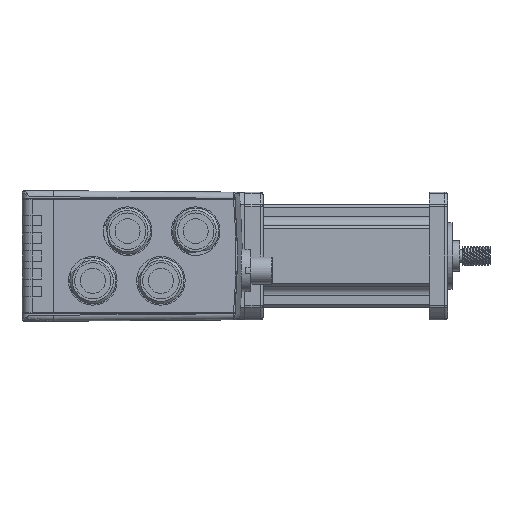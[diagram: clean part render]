
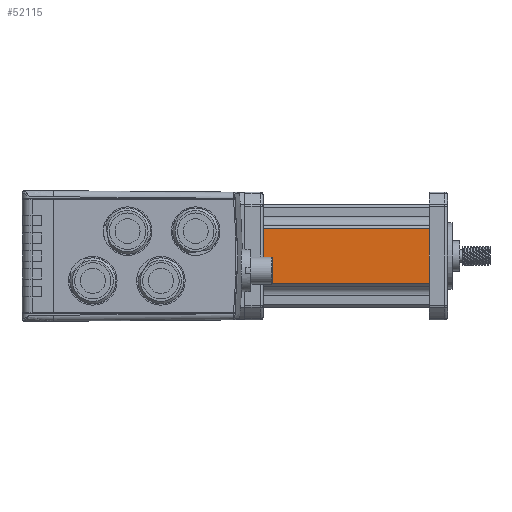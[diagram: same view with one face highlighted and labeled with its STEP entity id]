
A CAD part, left-side view. The second image highlights one B-rep face of the part: STEP entity #52115.
In plain terms, the highlighted face is planar.
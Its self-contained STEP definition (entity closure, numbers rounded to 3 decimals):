
#46558 = PLANE('',#46559);
#46559 = AXIS2_PLACEMENT_3D('',#46560,#46561,#46562);
#46560 = CARTESIAN_POINT('',(-2.697,-76.49,
    0.));
#46561 = DIRECTION('',(0.,1.,0.));
#46562 = DIRECTION('',(0.,0.,1.));
#47563 = EDGE_CURVE('',#47564,#47566,#47568,.T.);
#47564 = VERTEX_POINT('',#47565);
#47565 = CARTESIAN_POINT('',(-11.697,-76.49,
    17.));
#47566 = VERTEX_POINT('',#47567);
#47567 = CARTESIAN_POINT('',(6.303,-76.49,
    17.));
#47568 = SURFACE_CURVE('',#47569,(#47573,#47580),.PCURVE_S1.);
#47569 = LINE('',#47570,#47571);
#47570 = CARTESIAN_POINT('',(-11.697,-76.49,
    17.));
#47571 = VECTOR('',#47572,1.);
#47572 = DIRECTION('',(1.,0.,0.));
#47573 = PCURVE('',#46558,#47574);
#47574 = DEFINITIONAL_REPRESENTATION('',(#47575),#47579);
#47575 = LINE('',#47576,#47577);
#47576 = CARTESIAN_POINT('',(17.,-9.));
#47577 = VECTOR('',#47578,1.);
#47578 = DIRECTION('',(0.,1.));
#47579 = ( GEOMETRIC_REPRESENTATION_CONTEXT(2) 
PARAMETRIC_REPRESENTATION_CONTEXT() REPRESENTATION_CONTEXT('2D SPACE',''
  ) );
#47580 = PCURVE('',#47581,#47586);
#47581 = PLANE('',#47582);
#47582 = AXIS2_PLACEMENT_3D('',#47583,#47584,#47585);
#47583 = CARTESIAN_POINT('',(6.303,-21.69,
    17.));
#47584 = DIRECTION('',(0.,0.,-1.));
#47585 = DIRECTION('',(0.,-1.,0.));
#47586 = DEFINITIONAL_REPRESENTATION('',(#47587),#47591);
#47587 = LINE('',#47588,#47589);
#47588 = CARTESIAN_POINT('',(54.8,18.));
#47589 = VECTOR('',#47590,1.);
#47590 = DIRECTION('',(0.,-1.));
#47591 = ( GEOMETRIC_REPRESENTATION_CONTEXT(2) 
PARAMETRIC_REPRESENTATION_CONTEXT() REPRESENTATION_CONTEXT('2D SPACE',''
  ) );
#47609 = PLANE('',#47610);
#47610 = AXIS2_PLACEMENT_3D('',#47611,#47612,#47613);
#47611 = CARTESIAN_POINT('',(-11.697,-21.69,
    17.));
#47612 = DIRECTION('',(0.707,0.,-0.707
    ));
#47613 = DIRECTION('',(0.,1.,0.));
#49139 = PLANE('',#49140);
#49140 = AXIS2_PLACEMENT_3D('',#49141,#49142,#49143);
#49141 = CARTESIAN_POINT('',(6.303,-21.69,
    17.));
#49142 = DIRECTION('',(-0.707,0.,
    -0.707));
#49143 = DIRECTION('',(0.,-1.,0.));
#49444 = PLANE('',#49445);
#49445 = AXIS2_PLACEMENT_3D('',#49446,#49447,#49448);
#49446 = CARTESIAN_POINT('',(-2.697,-21.69,
    0.));
#49447 = DIRECTION('',(0.,-1.,0.));
#49448 = DIRECTION('',(0.,0.,-1.));
#52071 = VERTEX_POINT('',#52072);
#52072 = CARTESIAN_POINT('',(6.303,-21.69,
    17.));
#52093 = EDGE_CURVE('',#52071,#47566,#52094,.T.);
#52094 = SURFACE_CURVE('',#52095,(#52099,#52106),.PCURVE_S1.);
#52095 = LINE('',#52096,#52097);
#52096 = CARTESIAN_POINT('',(6.303,-21.69,
    17.));
#52097 = VECTOR('',#52098,1.);
#52098 = DIRECTION('',(0.,-1.,0.));
#52099 = PCURVE('',#49139,#52100);
#52100 = DEFINITIONAL_REPRESENTATION('',(#52101),#52105);
#52101 = LINE('',#52102,#52103);
#52102 = CARTESIAN_POINT('',(0.,0.));
#52103 = VECTOR('',#52104,1.);
#52104 = DIRECTION('',(1.,0.));
#52105 = ( GEOMETRIC_REPRESENTATION_CONTEXT(2) 
PARAMETRIC_REPRESENTATION_CONTEXT() REPRESENTATION_CONTEXT('2D SPACE',''
  ) );
#52106 = PCURVE('',#47581,#52107);
#52107 = DEFINITIONAL_REPRESENTATION('',(#52108),#52112);
#52108 = LINE('',#52109,#52110);
#52109 = CARTESIAN_POINT('',(0.,-0.));
#52110 = VECTOR('',#52111,1.);
#52111 = DIRECTION('',(1.,0.));
#52112 = ( GEOMETRIC_REPRESENTATION_CONTEXT(2) 
PARAMETRIC_REPRESENTATION_CONTEXT() REPRESENTATION_CONTEXT('2D SPACE',''
  ) );
#52115 = ADVANCED_FACE('',(#52116),#47581,.F.);
#52116 = FACE_BOUND('',#52117,.T.);
#52117 = EDGE_LOOP('',(#52118,#52141,#52162,#52163));
#52118 = ORIENTED_EDGE('',*,*,#52119,.T.);
#52119 = EDGE_CURVE('',#52071,#52120,#52122,.T.);
#52120 = VERTEX_POINT('',#52121);
#52121 = CARTESIAN_POINT('',(-11.697,-21.69,
    17.));
#52122 = SURFACE_CURVE('',#52123,(#52127,#52134),.PCURVE_S1.);
#52123 = LINE('',#52124,#52125);
#52124 = CARTESIAN_POINT('',(1.803,-21.69,
    17.));
#52125 = VECTOR('',#52126,1.);
#52126 = DIRECTION('',(-1.,0.,0.));
#52127 = PCURVE('',#47581,#52128);
#52128 = DEFINITIONAL_REPRESENTATION('',(#52129),#52133);
#52129 = LINE('',#52130,#52131);
#52130 = CARTESIAN_POINT('',(0.,4.5));
#52131 = VECTOR('',#52132,1.);
#52132 = DIRECTION('',(0.,1.));
#52133 = ( GEOMETRIC_REPRESENTATION_CONTEXT(2) 
PARAMETRIC_REPRESENTATION_CONTEXT() REPRESENTATION_CONTEXT('2D SPACE',''
  ) );
#52134 = PCURVE('',#49444,#52135);
#52135 = DEFINITIONAL_REPRESENTATION('',(#52136),#52140);
#52136 = LINE('',#52137,#52138);
#52137 = CARTESIAN_POINT('',(-17.,4.5));
#52138 = VECTOR('',#52139,1.);
#52139 = DIRECTION('',(0.,-1.));
#52140 = ( GEOMETRIC_REPRESENTATION_CONTEXT(2) 
PARAMETRIC_REPRESENTATION_CONTEXT() REPRESENTATION_CONTEXT('2D SPACE',''
  ) );
#52141 = ORIENTED_EDGE('',*,*,#52142,.T.);
#52142 = EDGE_CURVE('',#52120,#47564,#52143,.T.);
#52143 = SURFACE_CURVE('',#52144,(#52148,#52155),.PCURVE_S1.);
#52144 = LINE('',#52145,#52146);
#52145 = CARTESIAN_POINT('',(-11.697,-21.69,
    17.));
#52146 = VECTOR('',#52147,1.);
#52147 = DIRECTION('',(0.,-1.,0.));
#52148 = PCURVE('',#47581,#52149);
#52149 = DEFINITIONAL_REPRESENTATION('',(#52150),#52154);
#52150 = LINE('',#52151,#52152);
#52151 = CARTESIAN_POINT('',(0.,18.));
#52152 = VECTOR('',#52153,1.);
#52153 = DIRECTION('',(1.,0.));
#52154 = ( GEOMETRIC_REPRESENTATION_CONTEXT(2) 
PARAMETRIC_REPRESENTATION_CONTEXT() REPRESENTATION_CONTEXT('2D SPACE',''
  ) );
#52155 = PCURVE('',#47609,#52156);
#52156 = DEFINITIONAL_REPRESENTATION('',(#52157),#52161);
#52157 = LINE('',#52158,#52159);
#52158 = CARTESIAN_POINT('',(0.,0.));
#52159 = VECTOR('',#52160,1.);
#52160 = DIRECTION('',(-1.,0.));
#52161 = ( GEOMETRIC_REPRESENTATION_CONTEXT(2) 
PARAMETRIC_REPRESENTATION_CONTEXT() REPRESENTATION_CONTEXT('2D SPACE',''
  ) );
#52162 = ORIENTED_EDGE('',*,*,#47563,.T.);
#52163 = ORIENTED_EDGE('',*,*,#52093,.F.);
